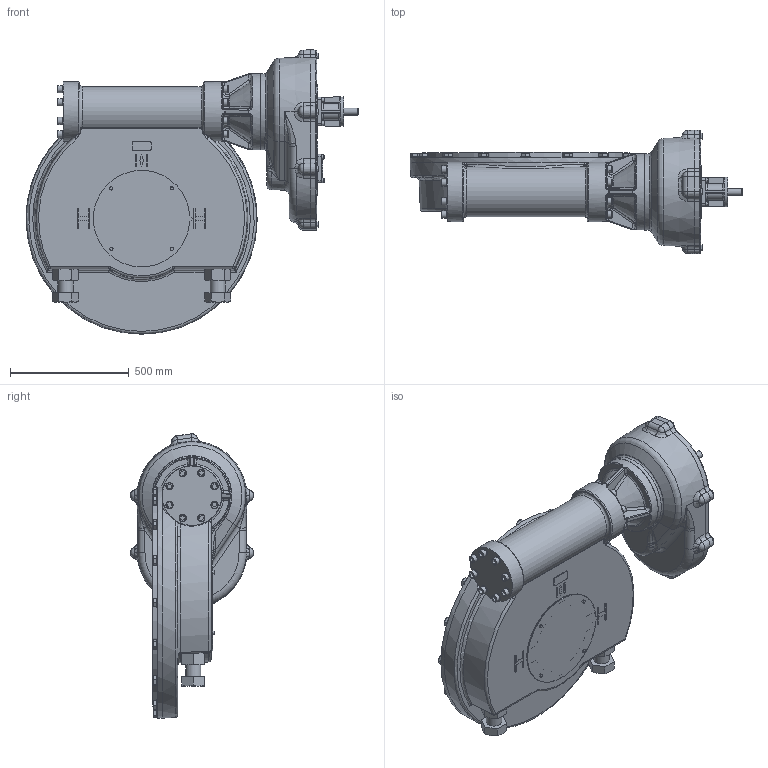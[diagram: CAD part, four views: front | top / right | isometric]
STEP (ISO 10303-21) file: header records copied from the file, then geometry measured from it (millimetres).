
FILE_DESCRIPTION(/* description */ ('Unknown'),/* implementation_level */ '2;1');
FILE_NAME(/* name */ 'PUB-IW13-IR4-2_SOLID_0-0',/* time_stamp */ '2019-11-12T20:58:15+00:00',/* author */ ('Unknown'),/* organization */ ('Unknown'),/* preprocessor_version */ 'ST-DEVELOPER v16.7',/* originating_system */ 'DEX',/* authorisation */ $);
FILE_SCHEMA (('AUTOMOTIVE_DESIGN {1 0 10303 214 3 1 1}'));
Products named in the file (1): PUB-IW13-IR4-2_SOLID_0-0
Bounding box: 1396.15 x 519.96 x 1195.99 mm (x, y, z)
Volume: 204491439.1 mm3; surface area: 4068451 mm2
Topology: 1 solids, 1 shells, 1589 faces, 3685 edges, 2231 vertices
Faces by surface type: plane 773, cone 297, cylinder 200, bspline 196, torus 101, sphere 22
Full cylindrical faces by diameter (mm): 10.5 x4, 12 x2, 13.835 x4, 17.5 x2, 18 x8, 20 x8, 20.5 x8, 21 x8, 27.823 x12, 30 x17, 30.7 x16, 39 x16, 50 x1, 50.2 x1, 54.7 x1, 55.11 x1, 64 x2, 70.05 x1, 80 x1, 110 x2, 125 x1, 250 x2, 320 x1, 400 x2, 871 x1, 972 x1
Entity records: 49530 total; most frequent: CARTESIAN_POINT 16690, ORIENTED_EDGE 6726, DIRECTION 6469, EDGE_CURVE 3363, AXIS2_PLACEMENT_3D 2578, VERTEX_POINT 2126, FACE_BOUND 1947, EDGE_LOOP 1931
